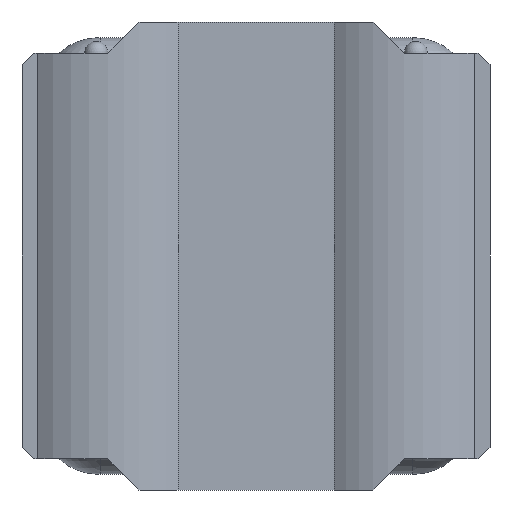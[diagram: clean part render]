
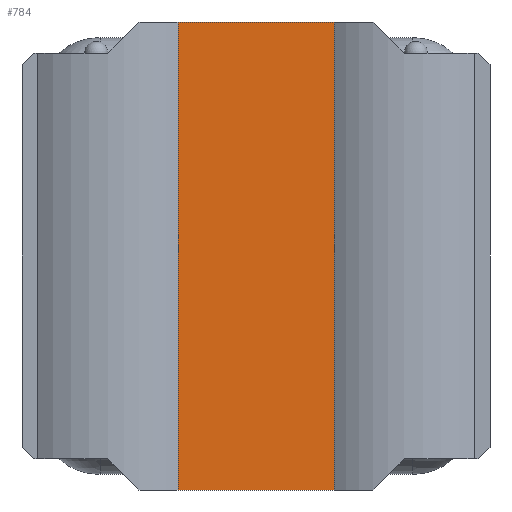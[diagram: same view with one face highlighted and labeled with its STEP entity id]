
A CAD part, front view. The second image highlights one B-rep face of the part: STEP entity #784.
In plain terms, the highlighted planar face has unit normal (0, -1, 0).
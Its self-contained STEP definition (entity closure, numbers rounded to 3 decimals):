
#280 = VERTEX_POINT('',#281);
#281 = CARTESIAN_POINT('',(-0.5,0.15,1.5));
#289 = EDGE_CURVE('',#280,#290,#292,.T.);
#290 = VERTEX_POINT('',#291);
#291 = CARTESIAN_POINT('',(0.5,0.15,1.5));
#292 = LINE('',#293,#294);
#293 = CARTESIAN_POINT('',(-0.75,0.15,1.5));
#294 = VECTOR('',#295,1.);
#295 = DIRECTION('',(1.,0.,0.));
#559 = VERTEX_POINT('',#560);
#560 = CARTESIAN_POINT('',(-0.5,0.15,-1.5));
#584 = VERTEX_POINT('',#585);
#585 = CARTESIAN_POINT('',(0.5,0.15,-1.5));
#591 = EDGE_CURVE('',#584,#559,#592,.T.);
#592 = LINE('',#593,#594);
#593 = CARTESIAN_POINT('',(0.75,0.15,-1.5));
#594 = VECTOR('',#595,1.);
#595 = DIRECTION('',(-1.,0.,0.));
#784 = ADVANCED_FACE('',(#785),#801,.F.);
#785 = FACE_BOUND('',#786,.T.);
#786 = EDGE_LOOP('',(#787,#788,#794,#795));
#787 = ORIENTED_EDGE('',*,*,#289,.F.);
#788 = ORIENTED_EDGE('',*,*,#789,.F.);
#789 = EDGE_CURVE('',#559,#280,#790,.T.);
#790 = LINE('',#791,#792);
#791 = CARTESIAN_POINT('',(-0.5,0.15,-1.5));
#792 = VECTOR('',#793,1.);
#793 = DIRECTION('',(0.,0.,1.));
#794 = ORIENTED_EDGE('',*,*,#591,.F.);
#795 = ORIENTED_EDGE('',*,*,#796,.T.);
#796 = EDGE_CURVE('',#584,#290,#797,.T.);
#797 = LINE('',#798,#799);
#798 = CARTESIAN_POINT('',(0.5,0.15,-1.5));
#799 = VECTOR('',#800,1.);
#800 = DIRECTION('',(0.,0.,1.));
#801 = PLANE('',#802);
#802 = AXIS2_PLACEMENT_3D('',#803,#804,#805);
#803 = CARTESIAN_POINT('',(0.,0.15,0.));
#804 = DIRECTION('',(-0.,1.,0.));
#805 = DIRECTION('',(1.,0.,0.));
